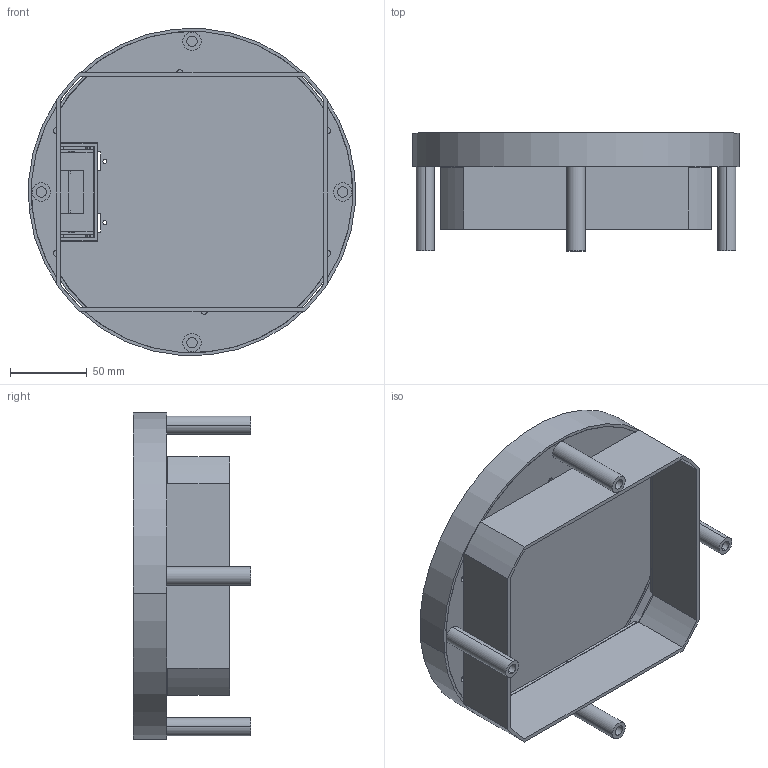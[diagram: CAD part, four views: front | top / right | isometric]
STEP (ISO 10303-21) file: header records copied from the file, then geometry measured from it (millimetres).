
FILE_DESCRIPTION((''),'2;1');
FILE_NAME('T-00963_ASM','2022-10-19T07:15:07',('letterg'),(''),'CREO PARAMETRIC BY PTC INC, 2022024','CREO PARAMETRIC BY PTC INC, 2022024','');
FILE_SCHEMA(('AUTOMOTIVE_DESIGN { 1 0 10303 214 1 1 1 1 }'));
Length unit declared in the file: millimetre
Products named in the file (17): T-00671; T-00672; T-00673; T-00674; T-00753_ASM; U09001; T-00595; T-00837_ASM; T-00661; T-00667; T-00742_ASM; T-00592S; T-00670S; T-00724S; T-00784S_ASM; T-00892_ASM; T-00963_ASM
Assembly tree (20 placements, depth 4):
  T-00963_ASM
    T-00837_ASM
      T-00753_ASM
        T-00671
        T-00672
        T-00673  x2
        T-00674
      U09001  x4
      T-00595
    T-00892_ASM
      T-00742_ASM
        T-00661
        T-00667
      T-00784S_ASM
        T-00592S
        T-00670S
        T-00724S
Bounding box: 213.48 x 77 x 213.48 mm (x, y, z)
Volume: 215674 mm3; surface area: 218560.6 mm2
Topology: 15 solids, 15 shells, 290 faces, 713 edges, 464 vertices
Faces by surface type: plane 187, cylinder 85, cone 11, bspline 6, torus 1
Full cylindrical faces by diameter (mm): 210 x1, 214 x1
Entity records: 9734 total; most frequent: CARTESIAN_POINT 1804, DIRECTION 1276, ORIENTED_EDGE 1198, EDGE_CURVE 599, VECTOR 444, LINE 444, AXIS2_PLACEMENT_3D 416, VERTEX_POINT 388
